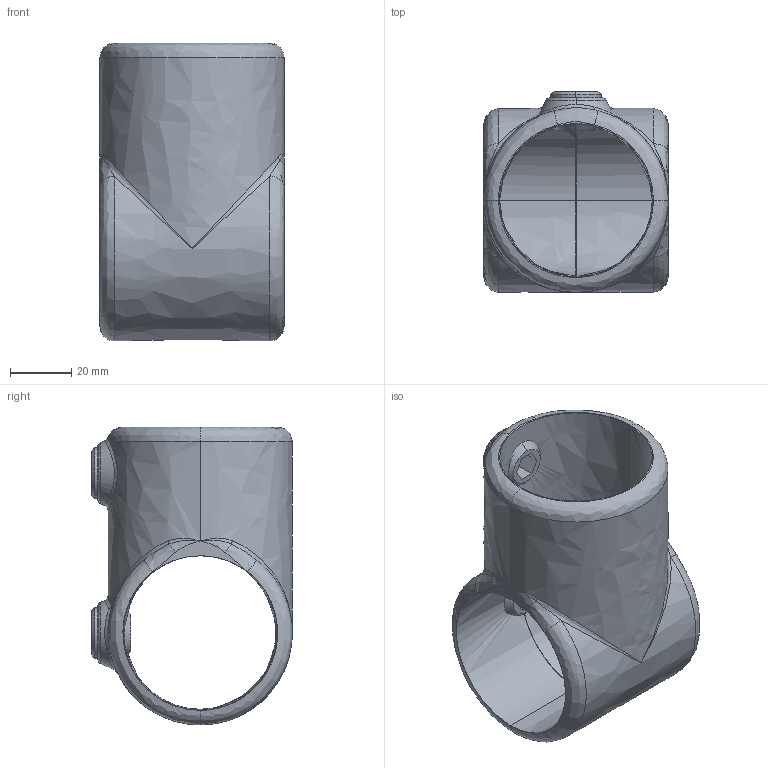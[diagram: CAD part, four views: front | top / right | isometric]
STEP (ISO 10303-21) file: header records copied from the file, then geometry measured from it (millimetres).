
FILE_DESCRIPTION (( 'STEP AP203' ), '1' );
FILE_NAME ('16101D.STEP', '2020-08-18T14:55:06', ( '' ), ( '' ), 'SwSTEP 2.0', 'SolidWorks 2018', '' );
FILE_SCHEMA (( 'CONFIG_CONTROL_DESIGN' ));
Length unit declared in the file: millimetre
Products named in the file (1): 16101D
Bounding box: 59.9 x 65.3 x 96.95 mm (x, y, z)
Volume: 80420.8 mm3; surface area: 35881.7 mm2
Topology: 3 solids, 3 shells, 90 faces, 223 edges, 127 vertices
Faces by surface type: bspline 90
Entity records: 9635 total; most frequent: CARTESIAN_POINT 8321, ORIENTED_EDGE 426, EDGE_CURVE 213, B_SPLINE_CURVE_WITH_KNOTS 149, VERTEX_POINT 127, EDGE_LOOP 100, FACE_OUTER_BOUND 90, ADVANCED_FACE 90
